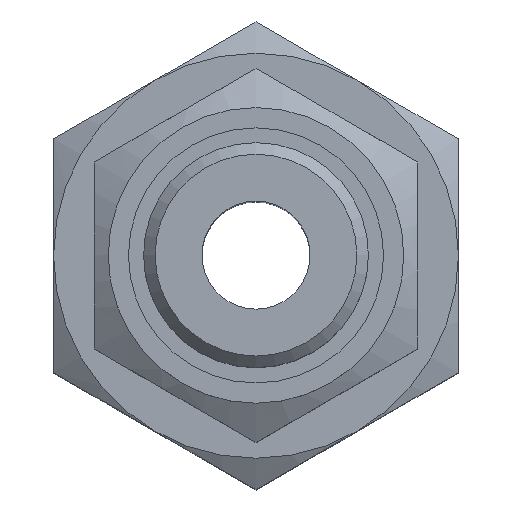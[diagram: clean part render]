
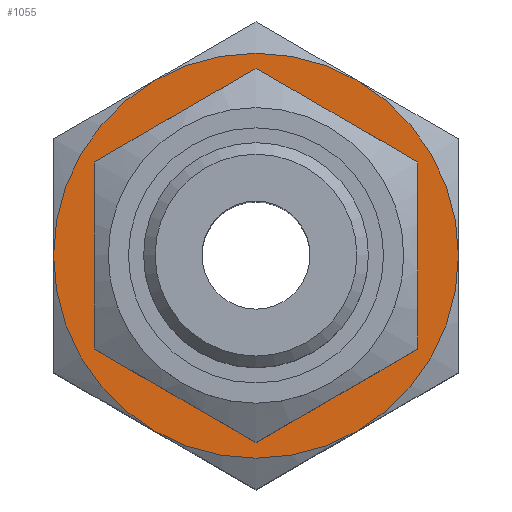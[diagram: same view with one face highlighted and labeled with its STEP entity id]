
A CAD part, top view. The second image highlights one B-rep face of the part: STEP entity #1055.
In plain terms, the highlighted planar face has unit normal (0, 0, 1).
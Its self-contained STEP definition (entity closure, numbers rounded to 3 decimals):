
#56=PLANE('',#1139);
#79=CIRCLE('',#1098,15.);
#80=CIRCLE('',#1100,15.);
#81=CIRCLE('',#1102,15.);
#82=CIRCLE('',#1104,15.);
#83=CIRCLE('',#1106,15.);
#84=CIRCLE('',#1108,15.);
#100=CIRCLE('',#1140,8.331);
#187=ORIENTED_EDGE('',*,*,#356,.T.);
#188=ORIENTED_EDGE('',*,*,#317,.F.);
#189=ORIENTED_EDGE('',*,*,#319,.F.);
#190=ORIENTED_EDGE('',*,*,#325,.F.);
#191=ORIENTED_EDGE('',*,*,#330,.F.);
#192=ORIENTED_EDGE('',*,*,#324,.F.);
#193=ORIENTED_EDGE('',*,*,#315,.F.);
#315=EDGE_CURVE('',#401,#399,#79,.T.);
#317=EDGE_CURVE('',#403,#401,#80,.T.);
#319=EDGE_CURVE('',#404,#403,#81,.T.);
#324=EDGE_CURVE('',#399,#406,#82,.T.);
#325=EDGE_CURVE('',#408,#404,#83,.T.);
#330=EDGE_CURVE('',#406,#408,#84,.T.);
#356=EDGE_CURVE('',#432,#432,#100,.T.);
#399=VERTEX_POINT('',#1447);
#401=VERTEX_POINT('',#1453);
#403=VERTEX_POINT('',#1461);
#404=VERTEX_POINT('',#1469);
#406=VERTEX_POINT('',#1484);
#408=VERTEX_POINT('',#1493);
#432=VERTEX_POINT('',#1607);
#528=EDGE_LOOP('',(#187));
#529=EDGE_LOOP('',(#188,#189,#190,#191,#192,#193));
#602=FACE_BOUND('',#528,.T.);
#603=FACE_BOUND('',#529,.T.);
#1055=ADVANCED_FACE('',(#602,#603),#56,.T.);
#1098=AXIS2_PLACEMENT_3D('',#1454,#1203,#1204);
#1100=AXIS2_PLACEMENT_3D('',#1462,#1207,#1208);
#1102=AXIS2_PLACEMENT_3D('',#1468,#1211,#1212);
#1104=AXIS2_PLACEMENT_3D('',#1490,#1215,#1216);
#1106=AXIS2_PLACEMENT_3D('',#1492,#1219,#1220);
#1108=AXIS2_PLACEMENT_3D('',#1513,#1223,#1224);
#1139=AXIS2_PLACEMENT_3D('',#1605,#1285,#1286);
#1140=AXIS2_PLACEMENT_3D('',#1606,#1287,#1288);
#1203=DIRECTION('',(0.,0.,-1.));
#1204=DIRECTION('',(-1.,0.,0.));
#1207=DIRECTION('',(0.,0.,-1.));
#1208=DIRECTION('',(-1.,0.,0.));
#1211=DIRECTION('',(0.,0.,-1.));
#1212=DIRECTION('',(-1.,0.,0.));
#1215=DIRECTION('',(0.,0.,-1.));
#1216=DIRECTION('',(-1.,0.,0.));
#1219=DIRECTION('',(0.,0.,-1.));
#1220=DIRECTION('',(-1.,0.,0.));
#1223=DIRECTION('',(0.,0.,-1.));
#1224=DIRECTION('',(-1.,0.,0.));
#1285=DIRECTION('',(0.,0.,1.));
#1286=DIRECTION('',(1.,0.,0.));
#1287=DIRECTION('',(0.,0.,-1.));
#1288=DIRECTION('',(-1.,0.,0.));
#1447=CARTESIAN_POINT('',(15.,0.,-14.5));
#1453=CARTESIAN_POINT('',(7.5,12.99,-14.5));
#1454=CARTESIAN_POINT('',(0.,0.,-14.5));
#1461=CARTESIAN_POINT('',(-7.5,12.99,-14.5));
#1462=CARTESIAN_POINT('',(0.,0.,-14.5));
#1468=CARTESIAN_POINT('',(0.,0.,-14.5));
#1469=CARTESIAN_POINT('',(-15.,0.,-14.5));
#1484=CARTESIAN_POINT('',(7.5,-12.99,-14.5));
#1490=CARTESIAN_POINT('',(0.,0.,-14.5));
#1492=CARTESIAN_POINT('',(0.,0.,-14.5));
#1493=CARTESIAN_POINT('',(-7.5,-12.99,-14.5));
#1513=CARTESIAN_POINT('',(0.,0.,-14.5));
#1605=CARTESIAN_POINT('',(0.,15.,-14.5));
#1606=CARTESIAN_POINT('',(0.,0.,-14.5));
#1607=CARTESIAN_POINT('',(-8.331,0.,-14.5));
